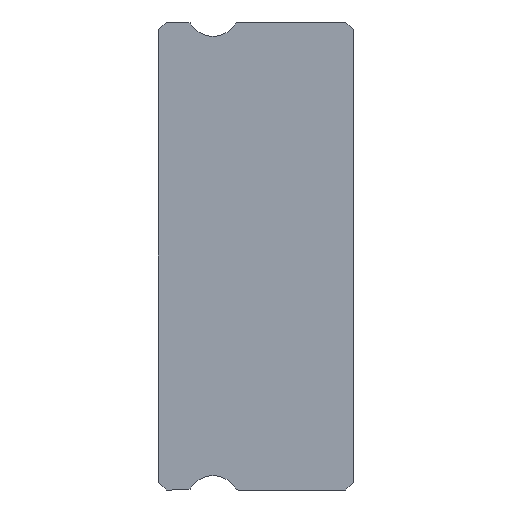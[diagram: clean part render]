
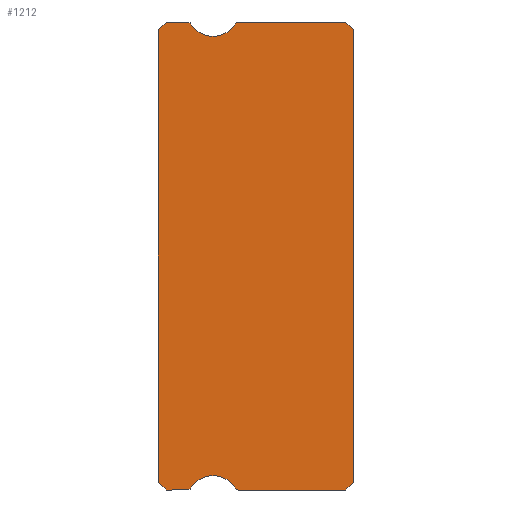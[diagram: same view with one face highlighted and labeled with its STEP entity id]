
A CAD part, left-side view. The second image highlights one B-rep face of the part: STEP entity #1212.
In plain terms, the highlighted planar face has unit normal (-1, 0, 0).
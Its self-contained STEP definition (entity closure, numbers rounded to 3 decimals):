
#11 = VECTOR ( 'NONE', #1328, 1000. ) ;
#33 = CARTESIAN_POINT ( 'NONE',  ( -10., 7.2, -9. ) ) ;
#42 = VERTEX_POINT ( 'NONE', #404 ) ;
#72 = VECTOR ( 'NONE', #1732, 1000. ) ;
#88 = ORIENTED_EDGE ( 'NONE', *, *, #600, .F. ) ;
#92 = CARTESIAN_POINT ( 'NONE',  ( -10., 7.2, 9. ) ) ;
#101 = ORIENTED_EDGE ( 'NONE', *, *, #1920, .T. ) ;
#105 = CARTESIAN_POINT ( 'NONE',  ( -10., 6.381, -8.85 ) ) ;
#138 = AXIS2_PLACEMENT_3D ( 'NONE', #380, #210, #736 ) ;
#146 = EDGE_CURVE ( 'NONE', #794, #975, #1667, .T. ) ;
#157 = CARTESIAN_POINT ( 'NONE',  ( -10., 4.419, -9. ) ) ;
#159 = EDGE_CURVE ( 'NONE', #1831, #1816, #1384, .T. ) ;
#177 = DIRECTION ( 'NONE',  ( 0., 1., 0. ) ) ;
#180 = CARTESIAN_POINT ( 'NONE',  ( -10., 5.4, 9.45 ) ) ;
#206 = ORIENTED_EDGE ( 'NONE', *, *, #1848, .T. ) ;
#208 = CIRCLE ( 'NONE', #2210, 1. ) ;
#210 = DIRECTION ( 'NONE',  ( 1., 0., 0. ) ) ;
#227 = EDGE_CURVE ( 'NONE', #2144, #1260, #895, .T. ) ;
#230 = AXIS2_PLACEMENT_3D ( 'NONE', #427, #1109, #616 ) ;
#234 = LINE ( 'NONE', #1954, #682 ) ;
#237 = CARTESIAN_POINT ( 'NONE',  ( -10., 4.419, 8.85 ) ) ;
#268 = ORIENTED_EDGE ( 'NONE', *, *, #227, .F. ) ;
#283 = VERTEX_POINT ( 'NONE', #766 ) ;
#308 = EDGE_CURVE ( 'NONE', #796, #1694, #1829, .T. ) ;
#326 = CARTESIAN_POINT ( 'NONE',  ( -10., 0., 8.7 ) ) ;
#340 = VECTOR ( 'NONE', #953, 1000. ) ;
#346 = VECTOR ( 'NONE', #2173, 1000. ) ;
#369 = DIRECTION ( 'NONE',  ( 1., 0., 0. ) ) ;
#380 = CARTESIAN_POINT ( 'NONE',  ( -10., 6.381, 8.85 ) ) ;
#404 = CARTESIAN_POINT ( 'NONE',  ( -10., 7.5, -8.7 ) ) ;
#405 = DIRECTION ( 'NONE',  ( 0., 0., -1. ) ) ;
#419 = AXIS2_PLACEMENT_3D ( 'NONE', #180, #1017, #1505 ) ;
#427 = CARTESIAN_POINT ( 'NONE',  ( -10., 6.381, 8.85 ) ) ;
#456 = AXIS2_PLACEMENT_3D ( 'NONE', #2110, #369, #405 ) ;
#458 = ORIENTED_EDGE ( 'NONE', *, *, #1101, .T. ) ;
#464 = CARTESIAN_POINT ( 'NONE',  ( -10., 5.4, 9.45 ) ) ;
#470 = CARTESIAN_POINT ( 'NONE',  ( -10., 7.5, 8.7 ) ) ;
#487 = LINE ( 'NONE', #2026, #11 ) ;
#506 = CARTESIAN_POINT ( 'NONE',  ( -10., 6.253, 8.928 ) ) ;
#524 = ORIENTED_EDGE ( 'NONE', *, *, #1549, .F. ) ;
#531 = CIRCLE ( 'NONE', #1603, 0.15 ) ;
#541 = LINE ( 'NONE', #1219, #72 ) ;
#559 = CARTESIAN_POINT ( 'NONE',  ( -10., 0., -8.7 ) ) ;
#600 = EDGE_CURVE ( 'NONE', #1816, #1113, #234, .T. ) ;
#606 = VECTOR ( 'NONE', #1010, 1000. ) ;
#616 = DIRECTION ( 'NONE',  ( 0., 0., -1. ) ) ;
#627 = CARTESIAN_POINT ( 'NONE',  ( -10., 6.381, 9. ) ) ;
#640 = LINE ( 'NONE', #2150, #340 ) ;
#682 = VECTOR ( 'NONE', #893, 1000. ) ;
#695 = EDGE_CURVE ( 'NONE', #1802, #283, #531, .T. ) ;
#697 = DIRECTION ( 'NONE',  ( 0., 0., -1. ) ) ;
#736 = DIRECTION ( 'NONE',  ( 0., 0., -1. ) ) ;
#760 = ORIENTED_EDGE ( 'NONE', *, *, #1435, .F. ) ;
#766 = CARTESIAN_POINT ( 'NONE',  ( -10., 6.381, -9. ) ) ;
#776 = DIRECTION ( 'NONE',  ( 0., 0., -1. ) ) ;
#784 = PLANE ( 'NONE',  #230 ) ;
#794 = VERTEX_POINT ( 'NONE', #627 ) ;
#796 = VERTEX_POINT ( 'NONE', #92 ) ;
#799 = DIRECTION ( 'NONE',  ( 1., 0., 0. ) ) ;
#815 = ORIENTED_EDGE ( 'NONE', *, *, #2131, .F. ) ;
#887 = EDGE_LOOP ( 'NONE', ( #524, #101, #1652, #1114, #760, #1820, #940, #268, #206, #815, #88, #1819, #1130, #1973, #1867, #458, #964 ) ) ;
#893 = DIRECTION ( 'NONE',  ( 0., -1., 0. ) ) ;
#895 = LINE ( 'NONE', #559, #1669 ) ;
#940 = ORIENTED_EDGE ( 'NONE', *, *, #2017, .F. ) ;
#943 = VECTOR ( 'NONE', #1483, 1000. ) ;
#953 = DIRECTION ( 'NONE',  ( 0., -1., 0. ) ) ;
#959 = AXIS2_PLACEMENT_3D ( 'NONE', #237, #1800, #776 ) ;
#964 = ORIENTED_EDGE ( 'NONE', *, *, #308, .T. ) ;
#975 = VERTEX_POINT ( 'NONE', #506 ) ;
#1010 = DIRECTION ( 'NONE',  ( 0., 0., 1. ) ) ;
#1015 = LINE ( 'NONE', #1540, #1444 ) ;
#1017 = DIRECTION ( 'NONE',  ( -1., 0., 0. ) ) ;
#1028 = VECTOR ( 'NONE', #2095, 1000. ) ;
#1070 = VERTEX_POINT ( 'NONE', #1359 ) ;
#1101 = EDGE_CURVE ( 'NONE', #794, #796, #1015, .T. ) ;
#1109 = DIRECTION ( 'NONE',  ( 1., 0., 0. ) ) ;
#1113 = VERTEX_POINT ( 'NONE', #1519 ) ;
#1114 = ORIENTED_EDGE ( 'NONE', *, *, #695, .F. ) ;
#1127 = CIRCLE ( 'NONE', #1888, 1. ) ;
#1130 = ORIENTED_EDGE ( 'NONE', *, *, #1680, .F. ) ;
#1132 = CARTESIAN_POINT ( 'NONE',  ( -10., 0.3, -9. ) ) ;
#1161 = LINE ( 'NONE', #1849, #943 ) ;
#1175 = CARTESIAN_POINT ( 'NONE',  ( -10., 4.419, 9. ) ) ;
#1212 = ADVANCED_FACE ( 'NONE', ( #1310 ), #784, .F. ) ;
#1219 = CARTESIAN_POINT ( 'NONE',  ( -10., 7.5, 8.85 ) ) ;
#1222 = EDGE_CURVE ( 'NONE', #1070, #283, #640, .T. ) ;
#1231 = CARTESIAN_POINT ( 'NONE',  ( -10., 0., 8.7 ) ) ;
#1260 = VERTEX_POINT ( 'NONE', #1132 ) ;
#1310 = FACE_OUTER_BOUND ( 'NONE', #887, .T. ) ;
#1328 = DIRECTION ( 'NONE',  ( 0., 1., 0. ) ) ;
#1359 = CARTESIAN_POINT ( 'NONE',  ( -10., 7.2, -9. ) ) ;
#1384 = CIRCLE ( 'NONE', #959, 0.15 ) ;
#1417 = CIRCLE ( 'NONE', #456, 0.15 ) ;
#1435 = EDGE_CURVE ( 'NONE', #1589, #1802, #1127, .T. ) ;
#1444 = VECTOR ( 'NONE', #177, 1000. ) ;
#1446 = VERTEX_POINT ( 'NONE', #157 ) ;
#1467 = DIRECTION ( 'NONE',  ( 0., 0., -1. ) ) ;
#1471 = CARTESIAN_POINT ( 'NONE',  ( -10., 0., -8.7 ) ) ;
#1483 = DIRECTION ( 'NONE',  ( 0., -0.707, -0.707 ) ) ;
#1505 = DIRECTION ( 'NONE',  ( 0., 0., -1. ) ) ;
#1511 = LINE ( 'NONE', #326, #606 ) ;
#1519 = CARTESIAN_POINT ( 'NONE',  ( -10., 0.3, 9. ) ) ;
#1537 = CARTESIAN_POINT ( 'NONE',  ( -10., 5.4, -9.45 ) ) ;
#1540 = CARTESIAN_POINT ( 'NONE',  ( -10., 7.2, 9. ) ) ;
#1549 = EDGE_CURVE ( 'NONE', #42, #1694, #541, .T. ) ;
#1569 = VERTEX_POINT ( 'NONE', #1231 ) ;
#1589 = VERTEX_POINT ( 'NONE', #2146 ) ;
#1603 = AXIS2_PLACEMENT_3D ( 'NONE', #105, #799, #1670 ) ;
#1607 = DIRECTION ( 'NONE',  ( 0., 0.707, -0.707 ) ) ;
#1652 = ORIENTED_EDGE ( 'NONE', *, *, #1222, .T. ) ;
#1657 = CARTESIAN_POINT ( 'NONE',  ( -10., 7.5, 8.7 ) ) ;
#1667 = CIRCLE ( 'NONE', #138, 0.15 ) ;
#1669 = VECTOR ( 'NONE', #1607, 1000. ) ;
#1670 = DIRECTION ( 'NONE',  ( 0., 0., -1. ) ) ;
#1680 = EDGE_CURVE ( 'NONE', #1766, #1831, #208, .T. ) ;
#1694 = VERTEX_POINT ( 'NONE', #1657 ) ;
#1729 = LINE ( 'NONE', #33, #1028 ) ;
#1732 = DIRECTION ( 'NONE',  ( 0., 0., 1. ) ) ;
#1766 = VERTEX_POINT ( 'NONE', #2192 ) ;
#1775 = EDGE_CURVE ( 'NONE', #975, #1766, #1893, .T. ) ;
#1800 = DIRECTION ( 'NONE',  ( 1., 0., 0. ) ) ;
#1802 = VERTEX_POINT ( 'NONE', #1887 ) ;
#1816 = VERTEX_POINT ( 'NONE', #1175 ) ;
#1819 = ORIENTED_EDGE ( 'NONE', *, *, #159, .F. ) ;
#1820 = ORIENTED_EDGE ( 'NONE', *, *, #1854, .F. ) ;
#1829 = LINE ( 'NONE', #470, #346 ) ;
#1831 = VERTEX_POINT ( 'NONE', #2014 ) ;
#1848 = EDGE_CURVE ( 'NONE', #2144, #1569, #1511, .T. ) ;
#1849 = CARTESIAN_POINT ( 'NONE',  ( -10., 0.3, 9. ) ) ;
#1854 = EDGE_CURVE ( 'NONE', #1446, #1589, #1417, .T. ) ;
#1858 = DIRECTION ( 'NONE',  ( -1., 0., 0. ) ) ;
#1867 = ORIENTED_EDGE ( 'NONE', *, *, #146, .F. ) ;
#1887 = CARTESIAN_POINT ( 'NONE',  ( -10., 6.253, -8.928 ) ) ;
#1888 = AXIS2_PLACEMENT_3D ( 'NONE', #1537, #1858, #697 ) ;
#1893 = CIRCLE ( 'NONE', #419, 1. ) ;
#1920 = EDGE_CURVE ( 'NONE', #42, #1070, #1729, .T. ) ;
#1952 = DIRECTION ( 'NONE',  ( -1., 0., 0. ) ) ;
#1954 = CARTESIAN_POINT ( 'NONE',  ( -10., 6.381, 9. ) ) ;
#1973 = ORIENTED_EDGE ( 'NONE', *, *, #1775, .F. ) ;
#2014 = CARTESIAN_POINT ( 'NONE',  ( -10., 4.547, 8.928 ) ) ;
#2017 = EDGE_CURVE ( 'NONE', #1260, #1446, #487, .T. ) ;
#2026 = CARTESIAN_POINT ( 'NONE',  ( -10., 6.381, -9. ) ) ;
#2095 = DIRECTION ( 'NONE',  ( 0., -0.707, -0.707 ) ) ;
#2110 = CARTESIAN_POINT ( 'NONE',  ( -10., 4.419, -8.85 ) ) ;
#2131 = EDGE_CURVE ( 'NONE', #1113, #1569, #1161, .T. ) ;
#2144 = VERTEX_POINT ( 'NONE', #1471 ) ;
#2146 = CARTESIAN_POINT ( 'NONE',  ( -10., 4.547, -8.928 ) ) ;
#2150 = CARTESIAN_POINT ( 'NONE',  ( -10., 6.381, -9. ) ) ;
#2173 = DIRECTION ( 'NONE',  ( 0., 0.707, -0.707 ) ) ;
#2192 = CARTESIAN_POINT ( 'NONE',  ( -10., 5.4, 8.45 ) ) ;
#2210 = AXIS2_PLACEMENT_3D ( 'NONE', #464, #1952, #1467 ) ;
